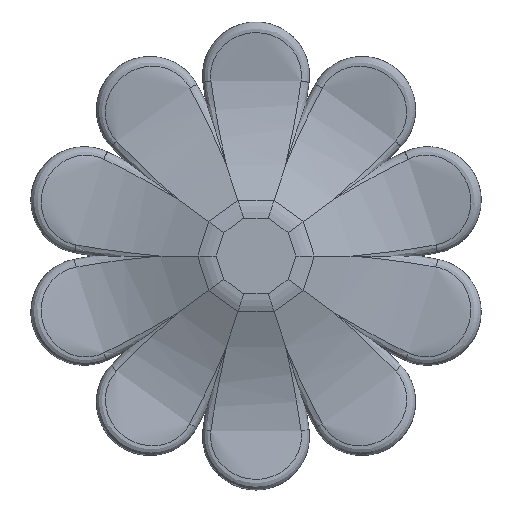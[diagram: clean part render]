
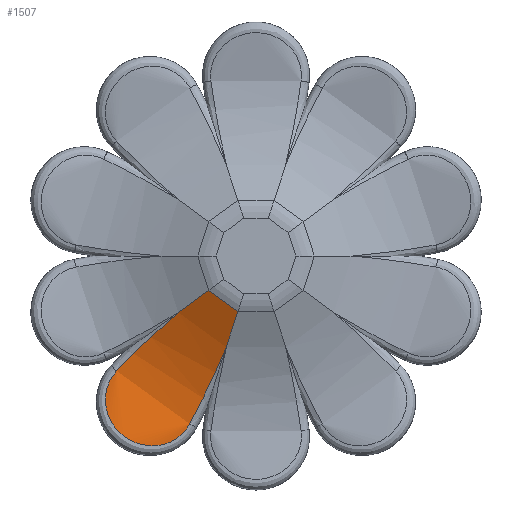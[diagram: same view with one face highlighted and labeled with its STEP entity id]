
A CAD part, front view. The second image highlights one B-rep face of the part: STEP entity #1507.
In plain terms, the highlighted free-form (B-spline) face has degree [3, 1] with [4, 2] control points.
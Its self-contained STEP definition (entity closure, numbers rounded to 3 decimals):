
#1507 = ADVANCED_FACE('',(#1508),#1594,.F.);
#1508 = FACE_BOUND('',#1509,.F.);
#1509 = EDGE_LOOP('',(#1510,#1523,#1560,#1571,#1580,#1587));
#1510 = ORIENTED_EDGE('',*,*,#1511,.F.);
#1511 = EDGE_CURVE('',#1512,#1514,#1516,.T.);
#1512 = VERTEX_POINT('',#1513);
#1513 = CARTESIAN_POINT('',(-5.723,5.515,
    -14.503));
#1514 = VERTEX_POINT('',#1515);
#1515 = CARTESIAN_POINT('',(-2.563,3.832,
    -7.888));
#1516 = B_SPLINE_CURVE_WITH_KNOTS('',3,(#1517,#1518,#1519,#1520,#1521,
    #1522),.UNSPECIFIED.,.F.,.F.,(4,2,4),(0.,
    0.003,0.007),.UNSPECIFIED.);
#1517 = CARTESIAN_POINT('',(-5.723,5.515,
    -14.503));
#1518 = CARTESIAN_POINT('',(-5.12,5.494,
    -13.379));
#1519 = CARTESIAN_POINT('',(-4.562,5.302,
    -12.271));
#1520 = CARTESIAN_POINT('',(-3.514,4.705,
    -10.07));
#1521 = CARTESIAN_POINT('',(-3.022,4.297,-8.973));
#1522 = CARTESIAN_POINT('',(-2.563,3.832,
    -7.888));
#1523 = ORIENTED_EDGE('',*,*,#1524,.F.);
#1524 = EDGE_CURVE('',#1525,#1512,#1527,.T.);
#1525 = VERTEX_POINT('',#1526);
#1526 = CARTESIAN_POINT('',(-12.024,5.515,
    -9.925));
#1527 = B_SPLINE_CURVE_WITH_KNOTS('',3,(#1528,#1529,#1530,#1531,#1532,
    #1533,#1534,#1535,#1536,#1537,#1538,#1539,#1540,#1541,#1542,#1543,
    #1544,#1545,#1546,#1547,#1548,#1549,#1550,#1551,#1552,#1553,#1554,
    #1555,#1556,#1557,#1558,#1559),.UNSPECIFIED.,.F.,.F.,(4,2,2,2,2,2,2,
    2,2,2,2,2,2,2,2,4),(0.,0.001,0.001,
    0.002,0.003,0.004,
    0.004,0.005,0.006,
    0.007,0.008,0.009,
    0.009,0.01,0.011,
    0.011),.UNSPECIFIED.);
#1528 = CARTESIAN_POINT('',(-12.024,5.515,
    -9.925));
#1529 = CARTESIAN_POINT('',(-12.214,5.52,
    -10.123));
#1530 = CARTESIAN_POINT('',(-12.381,5.516,
    -10.343));
#1531 = CARTESIAN_POINT('',(-12.655,5.491,
    -10.809));
#1532 = CARTESIAN_POINT('',(-12.766,5.471,
    -11.057));
#1533 = CARTESIAN_POINT('',(-12.929,5.414,
    -11.577));
#1534 = CARTESIAN_POINT('',(-12.98,5.38,
    -11.841));
#1535 = CARTESIAN_POINT('',(-13.023,5.301,
    -12.375));
#1536 = CARTESIAN_POINT('',(-13.015,5.257,
    -12.648));
#1537 = CARTESIAN_POINT('',(-12.942,5.169,
    -13.179));
#1538 = CARTESIAN_POINT('',(-12.878,5.125,
    -13.438));
#1539 = CARTESIAN_POINT('',(-12.695,5.04,
    -13.947));
#1540 = CARTESIAN_POINT('',(-12.577,5.002,
    -14.191));
#1541 = CARTESIAN_POINT('',(-12.297,4.937,
    -14.651));
#1542 = CARTESIAN_POINT('',(-12.131,4.91,
    -14.87));
#1543 = CARTESIAN_POINT('',(-11.763,4.874,
    -15.269));
#1544 = CARTESIAN_POINT('',(-11.56,4.865,
    -15.448));
#1545 = CARTESIAN_POINT('',(-10.897,4.865,
    -15.93));
#1546 = CARTESIAN_POINT('',(-10.397,4.904,
    -16.16));
#1547 = CARTESIAN_POINT('',(-9.606,5.002,
    -16.348));
#1548 = CARTESIAN_POINT('',(-9.34,5.041,
    -16.383));
#1549 = CARTESIAN_POINT('',(-8.804,5.124,
    -16.4));
#1550 = CARTESIAN_POINT('',(-8.532,5.17,
    -16.38));
#1551 = CARTESIAN_POINT('',(-8.005,5.258,
    -16.285));
#1552 = CARTESIAN_POINT('',(-7.748,5.301,
    -16.211));
#1553 = CARTESIAN_POINT('',(-7.246,5.38,
    -16.002));
#1554 = CARTESIAN_POINT('',(-7.011,5.415,
    -15.871));
#1555 = CARTESIAN_POINT('',(-6.572,5.471,
    -15.559));
#1556 = CARTESIAN_POINT('',(-6.366,5.492,
    -15.373));
#1557 = CARTESIAN_POINT('',(-6.008,5.516,
    -14.967));
#1558 = CARTESIAN_POINT('',(-5.853,5.52,
    -14.745));
#1559 = CARTESIAN_POINT('',(-5.723,5.515,
    -14.503));
#1560 = ORIENTED_EDGE('',*,*,#1561,.F.);
#1561 = EDGE_CURVE('',#1562,#1525,#1564,.T.);
#1562 = VERTEX_POINT('',#1563);
#1563 = CARTESIAN_POINT('',(-6.71,3.832,
    -4.875));
#1564 = B_SPLINE_CURVE_WITH_KNOTS('',3,(#1565,#1566,#1567,#1568,#1569,
    #1570),.UNSPECIFIED.,.F.,.F.,(4,2,4),(0.,
    0.003,0.007),.UNSPECIFIED.);
#1565 = CARTESIAN_POINT('',(-6.71,3.832,
    -4.875));
#1566 = CARTESIAN_POINT('',(-7.6,4.297,
    -5.647));
#1567 = CARTESIAN_POINT('',(-8.491,4.705,
    -6.453));
#1568 = CARTESIAN_POINT('',(-10.261,5.302,
    -8.131));
#1569 = CARTESIAN_POINT('',(-11.142,5.494,
    -9.004));
#1570 = CARTESIAN_POINT('',(-12.024,5.515,
    -9.925));
#1571 = ORIENTED_EDGE('',*,*,#1572,.F.);
#1572 = EDGE_CURVE('',#1573,#1562,#1575,.T.);
#1573 = VERTEX_POINT('',#1574);
#1574 = CARTESIAN_POINT('',(-4.074,2.432,
    -2.96));
#1575 = B_SPLINE_CURVE_WITH_KNOTS('',3,(#1576,#1577,#1578,#1579),
  .UNSPECIFIED.,.F.,.F.,(4,4),(0.006,0.009),
  .PIECEWISE_BEZIER_KNOTS.);
#1576 = CARTESIAN_POINT('',(-4.074,2.432,
    -2.96));
#1577 = CARTESIAN_POINT('',(-4.942,2.931,
    -3.591));
#1578 = CARTESIAN_POINT('',(-5.818,3.406,
    -4.227));
#1579 = CARTESIAN_POINT('',(-6.71,3.832,
    -4.875));
#1580 = ORIENTED_EDGE('',*,*,#1581,.F.);
#1581 = EDGE_CURVE('',#1582,#1573,#1584,.T.);
#1582 = VERTEX_POINT('',#1583);
#1583 = CARTESIAN_POINT('',(-1.556,2.432,
    -4.79));
#1584 = B_SPLINE_CURVE_WITH_KNOTS('',1,(#1585,#1586),.UNSPECIFIED.,.F.,
  .F.,(2,2),(0.,2.695),
  .PIECEWISE_BEZIER_KNOTS.);
#1585 = CARTESIAN_POINT('',(-1.556,2.432,
    -4.79));
#1586 = CARTESIAN_POINT('',(-4.074,2.432,
    -2.96));
#1587 = ORIENTED_EDGE('',*,*,#1588,.T.);
#1588 = EDGE_CURVE('',#1582,#1514,#1589,.T.);
#1589 = B_SPLINE_CURVE_WITH_KNOTS('',3,(#1590,#1591,#1592,#1593),
  .UNSPECIFIED.,.F.,.F.,(4,4),(0.006,0.009),
  .PIECEWISE_BEZIER_KNOTS.);
#1590 = CARTESIAN_POINT('',(-1.556,2.432,
    -4.79));
#1591 = CARTESIAN_POINT('',(-1.888,2.931,
    -5.81));
#1592 = CARTESIAN_POINT('',(-2.222,3.406,
    -6.839));
#1593 = CARTESIAN_POINT('',(-2.563,3.832,
    -7.888));
#1594 = B_SPLINE_SURFACE_WITH_KNOTS('',3,1,(
    (#1595,#1596)
    ,(#1597,#1598)
    ,(#1599,#1600)
    ,(#1601,#1602
    )),.UNSPECIFIED.,.F.,.F.,.F.,(4,4),(2,2),(0.039,
    0.746),(0.,1.),.PIECEWISE_BEZIER_KNOTS.);
#1595 = CARTESIAN_POINT('',(-14.632,4.827,
    -13.35));
#1596 = CARTESIAN_POINT('',(-8.17,4.827,
    -18.044));
#1597 = CARTESIAN_POINT('',(-11.734,6.583,
    -9.361));
#1598 = CARTESIAN_POINT('',(-5.272,6.583,-14.056
    ));
#1599 = CARTESIAN_POINT('',(-8.762,4.695,
    -5.271));
#1600 = CARTESIAN_POINT('',(-2.301,4.695,
    -9.965));
#1601 = CARTESIAN_POINT('',(-6.044,2.432,
    -1.529));
#1602 = CARTESIAN_POINT('',(0.418,2.432,
    -6.224));
